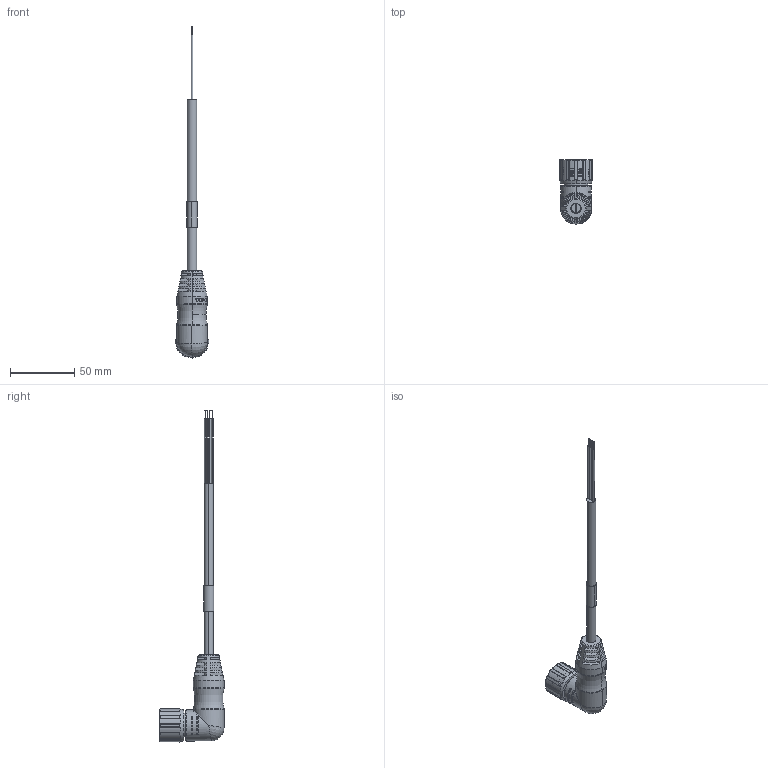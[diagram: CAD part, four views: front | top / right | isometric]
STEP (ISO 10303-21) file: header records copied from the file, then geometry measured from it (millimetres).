
FILE_DESCRIPTION((''),'2;1');
FILE_NAME('242015_SM01_ASM','2024-09-04T11:20:10',('banengservice'),('BANNER ENGINEERING'),'CREO PARAMETRIC BY PTC INC, 2022414','CREO PARAMETRIC BY PTC INC, 2022414','');
FILE_SCHEMA(('CONFIG_CONTROL_DESIGN'));
Length unit declared in the file: millimetre
Products named in the file (5): 242015; 242015_WIRES; 242015_LABEL; 242015_EP01_ASM; 242015_SM01_ASM
Assembly tree (4 placements, depth 3):
  242015_SM01_ASM
    242015_EP01_ASM
      242015
      242015_WIRES
      242015_LABEL
Bounding box: 25.99 x 50 x 259 mm (x, y, z)
Volume: 4628.3 mm3; surface area: 17073.8 mm2
Topology: 2 solids, 4 shells, 530 faces, 1992 edges, 1391 vertices
Faces by surface type: plane 247, cylinder 156, bspline 70, cone 22, torus 19, sphere 16
Entity records: 26746 total; most frequent: CARTESIAN_POINT 10079, DIRECTION 3554, ORIENTED_EDGE 3175, EDGE_CURVE 1976, VERTEX_POINT 1391, AXIS2_PLACEMENT_3D 1304, VECTOR 946, LINE 946
